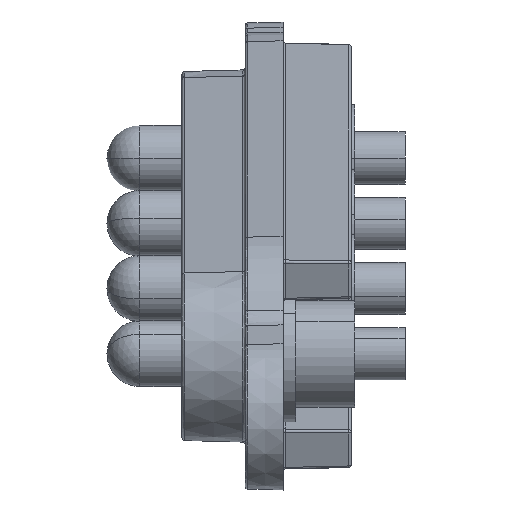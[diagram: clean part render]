
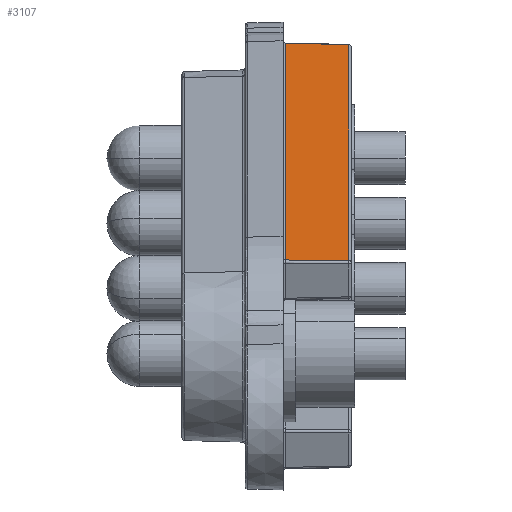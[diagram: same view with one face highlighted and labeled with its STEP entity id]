
A CAD part, left-side view. The second image highlights one B-rep face of the part: STEP entity #3107.
In plain terms, the highlighted face is planar.
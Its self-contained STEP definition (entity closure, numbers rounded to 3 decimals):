
#345 = CARTESIAN_POINT ( 'NONE',  ( -1.2, -2.602, 4.402 ) ) ;
#662 = LINE ( 'NONE', #722, #1954 ) ;
#722 = CARTESIAN_POINT ( 'NONE',  ( -1.2, -0.098, 4.445 ) ) ;
#746 = VERTEX_POINT ( 'NONE', #1839 ) ;
#1149 = DIRECTION ( 'NONE',  ( 0.017, -1., -0.017 ) ) ;
#1367 = ORIENTED_EDGE ( 'NONE', *, *, #5653, .T. ) ;
#1551 = DIRECTION ( 'NONE',  ( 1., 0., 0. ) ) ;
#1708 = EDGE_CURVE ( 'NONE', #7155, #746, #5381, .T. ) ;
#1839 = CARTESIAN_POINT ( 'NONE',  ( -1.102, -2.602, 4.402 ) ) ;
#1871 = DIRECTION ( 'NONE',  ( -1., 0., 0. ) ) ;
#1942 = FACE_OUTER_BOUND ( 'NONE', #4521, .T. ) ;
#1954 = VECTOR ( 'NONE', #1871, 1000. ) ;
#2100 = CARTESIAN_POINT ( 'NONE',  ( -1.2, -2.7, 4.4 ) ) ;
#2121 = CARTESIAN_POINT ( 'NONE',  ( 22.102, -2.602, 4.402 ) ) ;
#2513 = EDGE_CURVE ( 'NONE', #7395, #7155, #662, .T. ) ;
#3107 = ADVANCED_FACE ( 'NONE', ( #1942 ), #3935, .T. ) ;
#3457 = VECTOR ( 'NONE', #1149, 1000. ) ;
#3541 = VECTOR ( 'NONE', #1551, 1000. ) ;
#3935 = PLANE ( 'NONE',  #5693 ) ;
#3946 = VERTEX_POINT ( 'NONE', #7515 ) ;
#4270 = CARTESIAN_POINT ( 'NONE',  ( 22.145, -0.098, 4.445 ) ) ;
#4283 = VECTOR ( 'NONE', #5580, 1000. ) ;
#4407 = CARTESIAN_POINT ( 'NONE',  ( -1.145, -0.098, 4.445 ) ) ;
#4521 = EDGE_LOOP ( 'NONE', ( #4782, #7638, #5985, #1367 ) ) ;
#4782 = ORIENTED_EDGE ( 'NONE', *, *, #6106, .T. ) ;
#5108 = LINE ( 'NONE', #345, #3541 ) ;
#5381 = LINE ( 'NONE', #7043, #3457 ) ;
#5464 = LINE ( 'NONE', #2121, #4283 ) ;
#5580 = DIRECTION ( 'NONE',  ( 0.017, 1., 0.017 ) ) ;
#5653 = EDGE_CURVE ( 'NONE', #746, #3946, #5108, .T. ) ;
#5693 = AXIS2_PLACEMENT_3D ( 'NONE', #2100, #6896, #6275 ) ;
#5985 = ORIENTED_EDGE ( 'NONE', *, *, #1708, .T. ) ;
#6106 = EDGE_CURVE ( 'NONE', #3946, #7395, #5464, .T. ) ;
#6275 = DIRECTION ( 'NONE',  ( 0., -1., -0.017 ) ) ;
#6896 = DIRECTION ( 'NONE',  ( 0., -0.017, 1. ) ) ;
#7043 = CARTESIAN_POINT ( 'NONE',  ( -1.145, -0.098, 4.445 ) ) ;
#7155 = VERTEX_POINT ( 'NONE', #4407 ) ;
#7395 = VERTEX_POINT ( 'NONE', #4270 ) ;
#7515 = CARTESIAN_POINT ( 'NONE',  ( 22.102, -2.602, 4.402 ) ) ;
#7638 = ORIENTED_EDGE ( 'NONE', *, *, #2513, .T. ) ;
